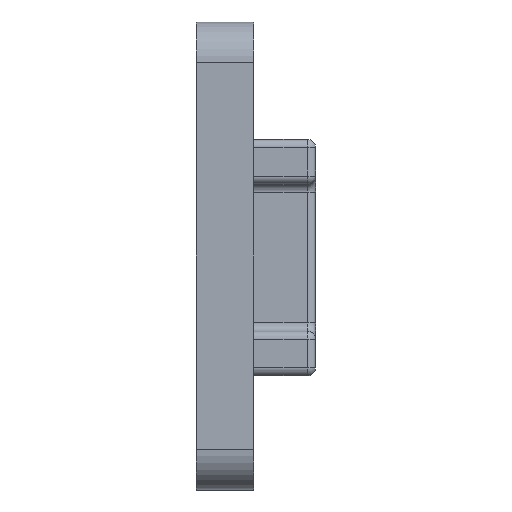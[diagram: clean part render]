
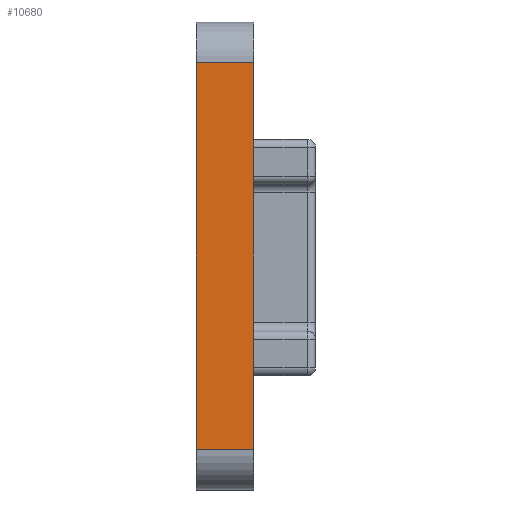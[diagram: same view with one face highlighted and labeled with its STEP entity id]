
A CAD part, front view. The second image highlights one B-rep face of the part: STEP entity #10680.
In plain terms, the highlighted planar face has unit normal (0, -1, 0).
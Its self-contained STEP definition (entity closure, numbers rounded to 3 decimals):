
#63 = EDGE_CURVE ( 'NONE', #14703, #9258, #23277, .T. ) ;
#320 = EDGE_CURVE ( 'NONE', #9258, #8925, #19198, .T. ) ;
#775 = CARTESIAN_POINT ( 'NONE',  ( 1.75, -18.65, -11.85 ) ) ;
#1665 = CARTESIAN_POINT ( 'NONE',  ( -1.75, -18.65, 14.35 ) ) ;
#1699 = CARTESIAN_POINT ( 'NONE',  ( 1.75, -18.65, -11.85 ) ) ;
#2384 = EDGE_CURVE ( 'NONE', #14703, #9390, #20359, .T. ) ;
#3334 = DIRECTION ( 'NONE',  ( 1., 0., 0. ) ) ;
#5061 = CARTESIAN_POINT ( 'NONE',  ( 1.75, -18.65, 14.35 ) ) ;
#5330 = AXIS2_PLACEMENT_3D ( 'NONE', #5061, #20194, #8861 ) ;
#5684 = EDGE_CURVE ( 'NONE', #8925, #9390, #8403, .T. ) ;
#5756 = VECTOR ( 'NONE', #3334, 1000. ) ;
#5799 = CARTESIAN_POINT ( 'NONE',  ( -1.75, -18.65, -11.85 ) ) ;
#7279 = CARTESIAN_POINT ( 'NONE',  ( 1.75, -18.65, 14.35 ) ) ;
#7622 = VECTOR ( 'NONE', #23982, 1000. ) ;
#7655 = ORIENTED_EDGE ( 'NONE', *, *, #5684, .T. ) ;
#7935 = VECTOR ( 'NONE', #9460, 1000. ) ;
#8403 = LINE ( 'NONE', #1699, #5756 ) ;
#8861 = DIRECTION ( 'NONE',  ( 0., 0., 1. ) ) ;
#8865 = FACE_OUTER_BOUND ( 'NONE', #22245, .T. ) ;
#8918 = CARTESIAN_POINT ( 'NONE',  ( -1.75, -18.65, 11.85 ) ) ;
#8925 = VERTEX_POINT ( 'NONE', #5799 ) ;
#9258 = VERTEX_POINT ( 'NONE', #8918 ) ;
#9390 = VERTEX_POINT ( 'NONE', #775 ) ;
#9460 = DIRECTION ( 'NONE',  ( -1., 0., 0. ) ) ;
#10680 = ADVANCED_FACE ( 'NONE', ( #8865 ), #12704, .F. ) ;
#11004 = DIRECTION ( 'NONE',  ( 0., 0., -1. ) ) ;
#11459 = CARTESIAN_POINT ( 'NONE',  ( 1.75, -18.65, 11.85 ) ) ;
#12704 = PLANE ( 'NONE',  #5330 ) ;
#12716 = CARTESIAN_POINT ( 'NONE',  ( 1.75, -18.65, 11.85 ) ) ;
#14703 = VERTEX_POINT ( 'NONE', #12716 ) ;
#15022 = VECTOR ( 'NONE', #11004, 1000. ) ;
#18043 = ORIENTED_EDGE ( 'NONE', *, *, #63, .T. ) ;
#18869 = ORIENTED_EDGE ( 'NONE', *, *, #2384, .F. ) ;
#19198 = LINE ( 'NONE', #1665, #7622 ) ;
#20194 = DIRECTION ( 'NONE',  ( 0., 1., 0. ) ) ;
#20359 = LINE ( 'NONE', #7279, #15022 ) ;
#22245 = EDGE_LOOP ( 'NONE', ( #22800, #7655, #18869, #18043 ) ) ;
#22800 = ORIENTED_EDGE ( 'NONE', *, *, #320, .T. ) ;
#23277 = LINE ( 'NONE', #11459, #7935 ) ;
#23982 = DIRECTION ( 'NONE',  ( 0., 0., -1. ) ) ;
